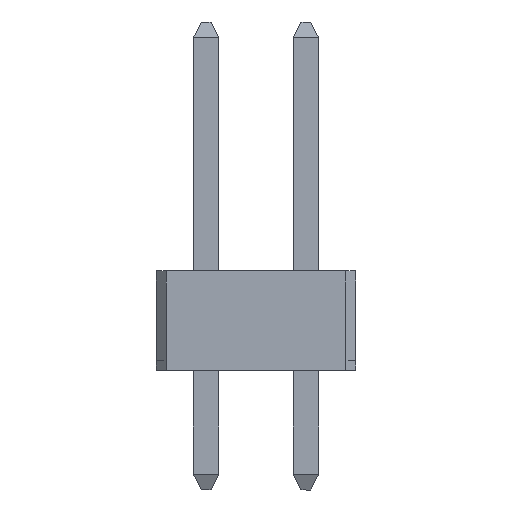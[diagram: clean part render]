
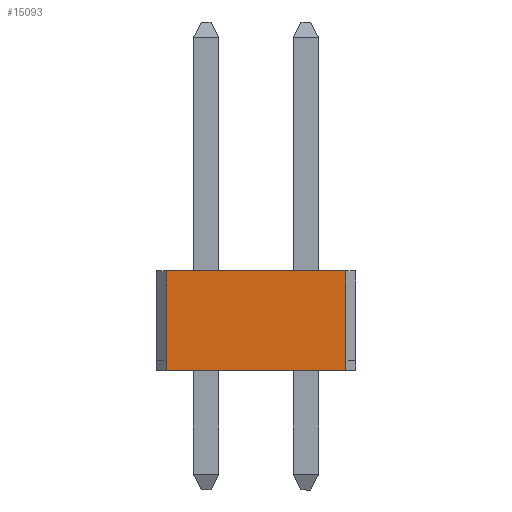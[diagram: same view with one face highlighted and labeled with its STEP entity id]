
A CAD part, left-side view. The second image highlights one B-rep face of the part: STEP entity #15093.
In plain terms, the highlighted planar face has unit normal (-1, 0, 0).
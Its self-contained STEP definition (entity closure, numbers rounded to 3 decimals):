
#122=FACE_OUTER_BOUND('',#1046,.T.);
#1046=EDGE_LOOP('',(#9823,#9824,#9825,#9826));
#2035=LINE('',#20937,#4161);
#2156=LINE('',#21197,#4282);
#2157=LINE('',#21200,#4283);
#2158=LINE('',#21201,#4284);
#4161=VECTOR('',#16952,4.572);
#4282=VECTOR('',#17115,2.54);
#4283=VECTOR('',#17118,4.572);
#4284=VECTOR('',#17119,2.54);
#6286=VERTEX_POINT('',#20934);
#6287=VERTEX_POINT('',#20936);
#6405=VERTEX_POINT('',#21195);
#6406=VERTEX_POINT('',#21199);
#7571=EDGE_CURVE('',#6287,#6286,#2035,.T.);
#7692=EDGE_CURVE('',#6286,#6405,#2156,.T.);
#7693=EDGE_CURVE('',#6406,#6405,#2157,.T.);
#7694=EDGE_CURVE('',#6287,#6406,#2158,.T.);
#9823=ORIENTED_EDGE('',*,*,#7571,.T.);
#9824=ORIENTED_EDGE('',*,*,#7692,.T.);
#9825=ORIENTED_EDGE('',*,*,#7693,.F.);
#9826=ORIENTED_EDGE('',*,*,#7694,.F.);
#13964=PLANE('',#16032);
#15093=ADVANCED_FACE('',(#122),#13964,.T.);
#16032=AXIS2_PLACEMENT_3D('',#21198,#17116,#17117);
#16952=DIRECTION('',(0.,0.,1.));
#17115=DIRECTION('',(0.,1.,0.));
#17116=DIRECTION('center_axis',(-1.,0.,0.));
#17117=DIRECTION('ref_axis',(0.,0.,1.));
#17118=DIRECTION('',(0.,0.,1.));
#17119=DIRECTION('',(0.,1.,0.));
#20934=CARTESIAN_POINT('',(-1.27,0.,2.286));
#20936=CARTESIAN_POINT('',(-1.27,0.,-2.286));
#20937=CARTESIAN_POINT('',(-1.27,0.,-2.286));
#21195=CARTESIAN_POINT('',(-1.27,2.54,2.286));
#21197=CARTESIAN_POINT('',(-1.27,0.,2.286));
#21198=CARTESIAN_POINT('Origin',(-1.27,0.,-2.286));
#21199=CARTESIAN_POINT('',(-1.27,2.54,-2.286));
#21200=CARTESIAN_POINT('',(-1.27,2.54,-2.286));
#21201=CARTESIAN_POINT('',(-1.27,0.,-2.286));
